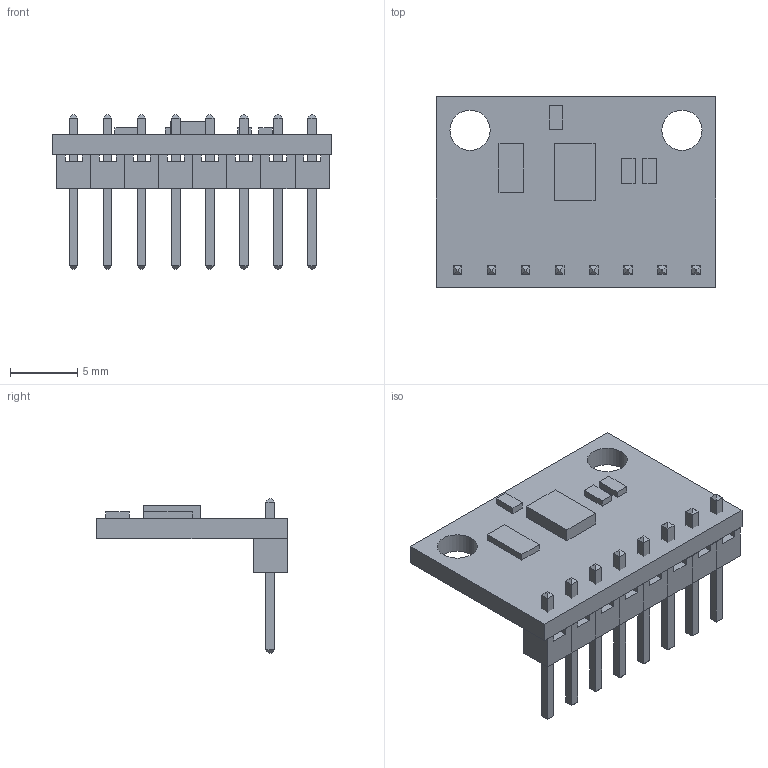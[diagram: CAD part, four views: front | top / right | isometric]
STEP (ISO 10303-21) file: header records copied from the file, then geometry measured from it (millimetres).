
FILE_DESCRIPTION(/* description */ (''),/* implementation_level */ '2;1');
FILE_NAME(/* name */ '339d9b2a-e4f7-4b81-b34a-4af6d32a39ae.stp',/* time_stamp */ '2021-03-10T13:36:17+00:00',/* author */ (''),/* organization */ (''),/* preprocessor_version */ 'ST-DEVELOPER v18.1',/* originating_system */ 'Autodesk Translation Framework v9.10.0.1330',/* authorisation */ '');
FILE_SCHEMA (('AUTOMOTIVE_DESIGN { 1 0 10303 214 3 1 1 }'));
Length unit declared in the file: millimetre
Products named in the file (2): CCS811.single; CONN HEADER VERT 1POS 2.54MM
Assembly tree (8 placements, depth 2):
  CCS811.single
    CONN HEADER VERT 1POS 2.54MM  x8
Bounding box: 20.8 x 14.2 x 11.54 mm (x, y, z)
Volume: 589 mm3; surface area: 1364.6 mm2
Topology: 22 solids, 22 shells, 262 faces, 590 edges, 372 vertices
Faces by surface type: plane 260, cylinder 2
Full cylindrical faces by diameter (mm): 3 x2
Entity records: 1876 total; most frequent: CARTESIAN_POINT 310, DIRECTION 298, ORIENTED_EDGE 284, EDGE_CURVE 142, LINE 138, VECTOR 138, VERTEX_POINT 92, AXIS2_PLACEMENT_3D 80
